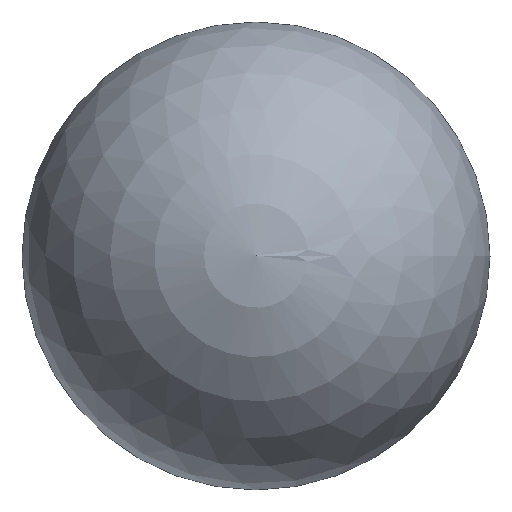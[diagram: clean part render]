
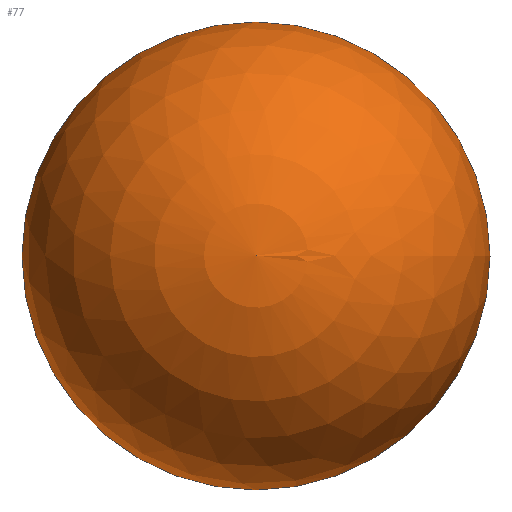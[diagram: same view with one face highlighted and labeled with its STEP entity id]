
A CAD part, top view. The second image highlights one B-rep face of the part: STEP entity #77.
In plain terms, the highlighted spherical face has radius 31.5 mm.
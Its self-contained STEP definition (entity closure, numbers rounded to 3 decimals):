
#7 = VERTEX_POINT ( 'NONE', #62 ) ;
#8 = DIRECTION ( 'NONE',  ( 0., 0., -1. ) ) ;
#13 = CIRCLE ( 'NONE', #23, 31.5 ) ;
#18 = DIRECTION ( 'NONE',  ( -1., 0., 0. ) ) ;
#20 = EDGE_LOOP ( 'NONE', ( #24, #83 ) ) ;
#23 = AXIS2_PLACEMENT_3D ( 'NONE', #89, #122, #42 ) ;
#24 = ORIENTED_EDGE ( 'NONE', *, *, #45, .F. ) ;
#31 = DIRECTION ( 'NONE',  ( 1., 0., 0. ) ) ;
#36 = CARTESIAN_POINT ( 'NONE',  ( 0., 0., 0. ) ) ;
#37 = EDGE_CURVE ( 'NONE', #7, #101, #13, .T. ) ;
#42 = DIRECTION ( 'NONE',  ( 1., 0., 0. ) ) ;
#45 = EDGE_CURVE ( 'NONE', #7, #101, #96, .T. ) ;
#47 = CARTESIAN_POINT ( 'NONE',  ( 0., 31.5, 0. ) ) ;
#57 = AXIS2_PLACEMENT_3D ( 'NONE', #113, #8, #18 ) ;
#62 = CARTESIAN_POINT ( 'NONE',  ( 0., -31.5, 0. ) ) ;
#77 = ADVANCED_FACE ( 'NONE', ( #123 ), #121, .T. ) ;
#83 = ORIENTED_EDGE ( 'NONE', *, *, #37, .T. ) ;
#84 = AXIS2_PLACEMENT_3D ( 'NONE', #36, #112, #31 ) ;
#89 = CARTESIAN_POINT ( 'NONE',  ( 0., 0., 0. ) ) ;
#96 = CIRCLE ( 'NONE', #57, 31.5 ) ;
#101 = VERTEX_POINT ( 'NONE', #47 ) ;
#112 = DIRECTION ( 'NONE',  ( 0., 0., -1. ) ) ;
#113 = CARTESIAN_POINT ( 'NONE',  ( 0., 0., 0. ) ) ;
#121 = SPHERICAL_SURFACE ( 'NONE', #84, 31.5 ) ;
#122 = DIRECTION ( 'NONE',  ( 0., 0., 1. ) ) ;
#123 = FACE_OUTER_BOUND ( 'NONE', #20, .T. ) ;
